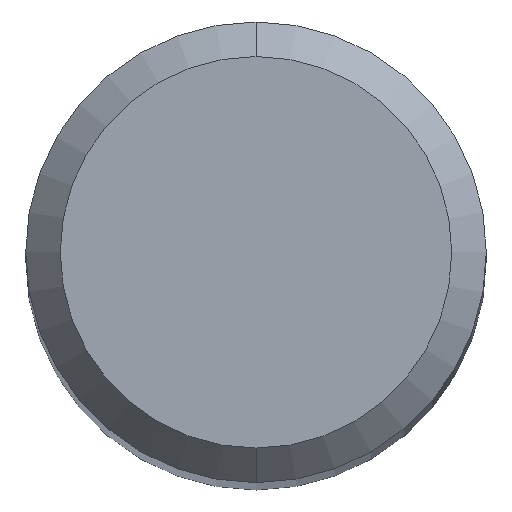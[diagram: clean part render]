
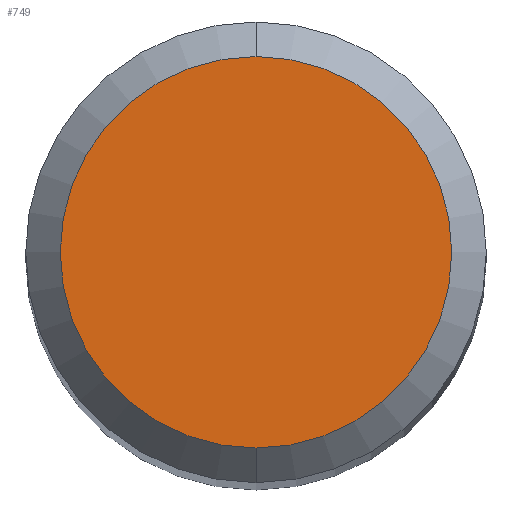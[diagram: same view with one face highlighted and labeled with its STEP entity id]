
A CAD part, top view. The second image highlights one B-rep face of the part: STEP entity #749.
In plain terms, the highlighted planar face has unit normal (0, 0, 1).
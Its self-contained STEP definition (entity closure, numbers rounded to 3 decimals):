
#549=EDGE_CURVE('',#859,#835,#1318,.T.);
#749=ADVANCED_FACE('',(#1536),#1537,.T.);
#835=VERTEX_POINT('',#1630);
#859=VERTEX_POINT('',#1654);
#873=EDGE_CURVE('',#835,#859,#1668,.T.);
#1318=CIRCLE('',#2585,1.7);
#1536=FACE_OUTER_BOUND('',#3522,.T.);
#1537=PLANE('',#3523);
#1630=CARTESIAN_POINT('',(0.,-1.7,0.0));
#1654=CARTESIAN_POINT('',(0.0,1.7,0.0));
#1668=CIRCLE('',#3927,1.7);
#2585=AXIS2_PLACEMENT_3D('',#5241,#5242,#5243);
#3522=EDGE_LOOP('',(#5470,#5471));
#3523=AXIS2_PLACEMENT_3D('',#5472,#5473,#5474);
#3927=AXIS2_PLACEMENT_3D('',#5600,#5601,#5602);
#5241=CARTESIAN_POINT('',(0.0,0.0,0.0));
#5242=DIRECTION('',(0.0,0.0,-1.0));
#5243=DIRECTION('',(0.0,1.0,0.0));
#5470=ORIENTED_EDGE('',*,*,#549,.F.);
#5471=ORIENTED_EDGE('',*,*,#873,.F.);
#5472=CARTESIAN_POINT('',(0.0,0.85,0.0));
#5473=DIRECTION('',(-0.0,0.0,1.0));
#5474=DIRECTION('',(0.0,-1.0,0.0));
#5600=CARTESIAN_POINT('',(0.0,0.0,0.0));
#5601=DIRECTION('',(0.0,0.0,-1.0));
#5602=DIRECTION('',(0.0,1.0,0.0));
